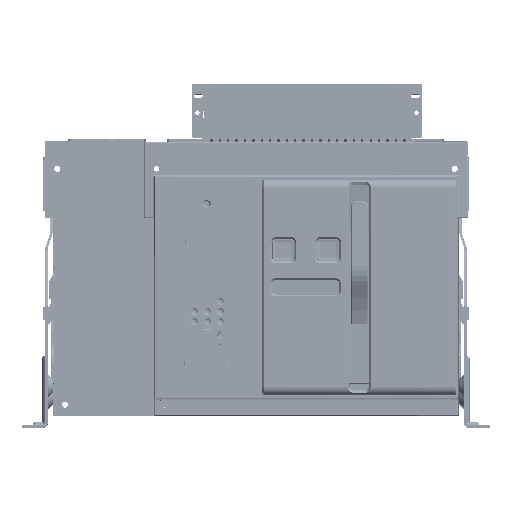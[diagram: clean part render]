
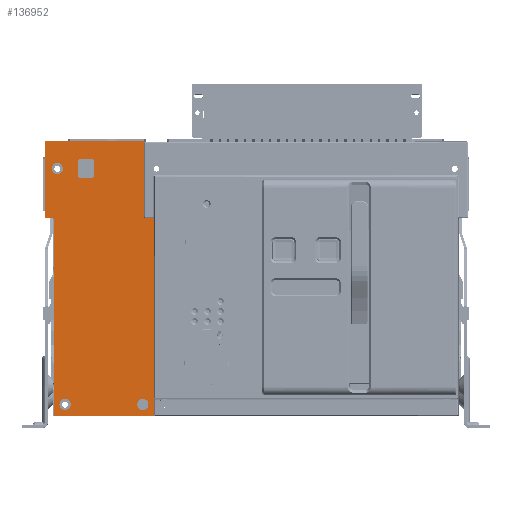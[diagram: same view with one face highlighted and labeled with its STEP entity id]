
A CAD part, top view. The second image highlights one B-rep face of the part: STEP entity #136952.
In plain terms, the highlighted planar face has unit normal (0, 0, 1).
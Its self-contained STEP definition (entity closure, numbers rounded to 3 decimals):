
#11608=DIRECTION('',(1.,0.,0.));
#11609=VECTOR('',#11608,115.);
#11610=CARTESIAN_POINT('',(-291.,0.,235.));
#11611=LINE('',#11610,#11609);
#12887=DIRECTION('',(0.,1.,0.));
#12888=VECTOR('',#12887,89.);
#12889=CARTESIAN_POINT('',(-187.,229.,235.));
#12890=LINE('',#12889,#12888);
#30847=DIRECTION('',(0.,1.,0.));
#30848=VECTOR('',#30847,229.);
#30849=CARTESIAN_POINT('',(-176.,0.,235.));
#30850=LINE('',#30849,#30848);
#30851=CARTESIAN_POINT('',(-301.5,229.5,235.));
#30852=DIRECTION('',(0.,0.,-1.));
#30853=DIRECTION('',(0.,-1.,0.));
#30854=AXIS2_PLACEMENT_3D('',#30851,#30852,#30853);
#30856=CARTESIAN_POINT('',(-293.,227.,235.));
#30857=DIRECTION('',(0.,0.,1.));
#30858=DIRECTION('',(1.,0.,0.));
#30859=AXIS2_PLACEMENT_3D('',#30856,#30857,#30858);
#30861=CARTESIAN_POINT('',(-287.5,286.5,235.));
#30862=DIRECTION('',(0.,0.,1.));
#30863=DIRECTION('',(1.,0.,0.));
#30864=AXIS2_PLACEMENT_3D('',#30861,#30862,#30863);
#30866=CARTESIAN_POINT('',(-287.5,286.5,235.));
#30867=DIRECTION('',(0.,0.,1.));
#30868=DIRECTION('',(-1.,0.,0.));
#30869=AXIS2_PLACEMENT_3D('',#30866,#30867,#30868);
#30871=CARTESIAN_POINT('',(-188.5,13.5,235.));
#30872=DIRECTION('',(0.,0.,1.));
#30873=DIRECTION('',(1.,0.,0.));
#30874=AXIS2_PLACEMENT_3D('',#30871,#30872,#30873);
#30876=CARTESIAN_POINT('',(-188.5,13.5,235.));
#30877=DIRECTION('',(0.,0.,1.));
#30878=DIRECTION('',(-1.,0.,0.));
#30879=AXIS2_PLACEMENT_3D('',#30876,#30877,#30878);
#30881=CARTESIAN_POINT('',(-278.5,13.5,235.));
#30882=DIRECTION('',(0.,0.,1.));
#30883=DIRECTION('',(1.,0.,0.));
#30884=AXIS2_PLACEMENT_3D('',#30881,#30882,#30883);
#30886=CARTESIAN_POINT('',(-278.5,13.5,235.));
#30887=DIRECTION('',(0.,0.,1.));
#30888=DIRECTION('',(-1.,0.,0.));
#30889=AXIS2_PLACEMENT_3D('',#30886,#30887,#30888);
#30891=CARTESIAN_POINT('',(-260.6,294.1,235.));
#30892=DIRECTION('',(0.,0.,1.));
#30893=DIRECTION('',(0.,1.,0.));
#30894=AXIS2_PLACEMENT_3D('',#30891,#30892,#30893);
#30896=CARTESIAN_POINT('',(-260.6,278.9,235.));
#30897=DIRECTION('',(0.,0.,1.));
#30898=DIRECTION('',(-1.,0.,0.));
#30899=AXIS2_PLACEMENT_3D('',#30896,#30897,#30898);
#30901=CARTESIAN_POINT('',(-248.4,278.9,235.));
#30902=DIRECTION('',(0.,0.,1.));
#30903=DIRECTION('',(0.,-1.,0.));
#30904=AXIS2_PLACEMENT_3D('',#30901,#30902,#30903);
#30906=CARTESIAN_POINT('',(-248.4,294.1,235.));
#30907=DIRECTION('',(0.,0.,1.));
#30908=DIRECTION('',(1.,0.,0.));
#30909=AXIS2_PLACEMENT_3D('',#30906,#30907,#30908);
#30919=DIRECTION('',(1.,0.,0.));
#30920=VECTOR('',#30919,8.5);
#30921=CARTESIAN_POINT('',(-301.5,229.,235.));
#30922=LINE('',#30921,#30920);
#30931=DIRECTION('',(0.,-1.,0.));
#30932=VECTOR('',#30931,227.);
#30933=CARTESIAN_POINT('',(-291.,227.,235.));
#30934=LINE('',#30933,#30932);
#35126=DIRECTION('',(0.,-1.,0.));
#35127=VECTOR('',#35126,88.5);
#35128=CARTESIAN_POINT('',(-302.,318.,235.));
#35129=LINE('',#35128,#35127);
#35130=DIRECTION('',(-1.,0.,0.));
#35131=VECTOR('',#35130,115.);
#35132=CARTESIAN_POINT('',(-187.,318.,235.));
#35133=LINE('',#35132,#35131);
#44853=DIRECTION('',(-1.,0.,0.));
#44854=VECTOR('',#44853,11.);
#44855=CARTESIAN_POINT('',(-176.,229.,235.));
#44856=LINE('',#44855,#44854);
#45896=DIRECTION('',(1.,0.,0.));
#45897=VECTOR('',#45896,12.2);
#45898=CARTESIAN_POINT('',(-260.6,297.5,235.));
#45899=LINE('',#45898,#45897);
#45908=DIRECTION('',(0.,-1.,0.));
#45909=VECTOR('',#45908,15.2);
#45910=CARTESIAN_POINT('',(-245.,294.1,235.));
#45911=LINE('',#45910,#45909);
#45920=DIRECTION('',(-1.,0.,0.));
#45921=VECTOR('',#45920,12.2);
#45922=CARTESIAN_POINT('',(-248.4,275.5,235.));
#45923=LINE('',#45922,#45921);
#45932=DIRECTION('',(0.,1.,0.));
#45933=VECTOR('',#45932,15.2);
#45934=CARTESIAN_POINT('',(-264.,278.9,235.));
#45935=LINE('',#45934,#45933);
#81109=CARTESIAN_POINT('',(-291.,0.,235.));
#81110=VERTEX_POINT('',#81109);
#81111=CARTESIAN_POINT('',(-176.,0.,235.));
#81112=VERTEX_POINT('',#81111);
#82335=CARTESIAN_POINT('',(-285.,13.5,235.));
#82336=VERTEX_POINT('',#82335);
#82337=CARTESIAN_POINT('',(-272.,13.5,235.));
#82338=VERTEX_POINT('',#82337);
#82339=CARTESIAN_POINT('',(-301.5,229.,235.));
#82340=CARTESIAN_POINT('',(-302.,229.5,235.));
#82341=VERTEX_POINT('',#82339);
#82342=VERTEX_POINT('',#82340);
#82343=CARTESIAN_POINT('',(-302.,318.,235.));
#82344=VERTEX_POINT('',#82343);
#82345=CARTESIAN_POINT('',(-187.,318.,235.));
#82346=VERTEX_POINT('',#82345);
#82347=CARTESIAN_POINT('',(-187.,229.,235.));
#82348=VERTEX_POINT('',#82347);
#82349=CARTESIAN_POINT('',(-176.,229.,235.));
#82350=VERTEX_POINT('',#82349);
#82351=CARTESIAN_POINT('',(-291.,227.,235.));
#82352=VERTEX_POINT('',#82351);
#82353=CARTESIAN_POINT('',(-293.,229.,235.));
#82354=VERTEX_POINT('',#82353);
#82355=CARTESIAN_POINT('',(-281.,286.5,235.));
#82356=CARTESIAN_POINT('',(-294.,286.5,235.));
#82357=VERTEX_POINT('',#82355);
#82358=VERTEX_POINT('',#82356);
#82359=CARTESIAN_POINT('',(-182.,13.5,235.));
#82360=CARTESIAN_POINT('',(-195.,13.5,235.));
#82361=VERTEX_POINT('',#82359);
#82362=VERTEX_POINT('',#82360);
#82363=CARTESIAN_POINT('',(-260.6,297.5,235.));
#82364=CARTESIAN_POINT('',(-264.,294.1,235.));
#82365=VERTEX_POINT('',#82363);
#82366=VERTEX_POINT('',#82364);
#82367=CARTESIAN_POINT('',(-264.,278.9,235.));
#82368=VERTEX_POINT('',#82367);
#82369=CARTESIAN_POINT('',(-260.6,275.5,235.));
#82370=VERTEX_POINT('',#82369);
#82371=CARTESIAN_POINT('',(-248.4,275.5,235.));
#82372=VERTEX_POINT('',#82371);
#82373=CARTESIAN_POINT('',(-245.,278.9,235.));
#82374=VERTEX_POINT('',#82373);
#82375=CARTESIAN_POINT('',(-245.,294.1,235.));
#82376=VERTEX_POINT('',#82375);
#82377=CARTESIAN_POINT('',(-248.4,297.5,235.));
#82378=VERTEX_POINT('',#82377);
#136892=CARTESIAN_POINT('',(-176.,0.,235.));
#136893=DIRECTION('',(0.,0.,-1.));
#136894=DIRECTION('',(-1.,0.,0.));
#136895=AXIS2_PLACEMENT_3D('',#136892,#136893,#136894);
#136896=PLANE('',#136895);
#136898=ORIENTED_EDGE('',*,*,#136897,.T.);
#136900=ORIENTED_EDGE('',*,*,#136899,.F.);
#136902=ORIENTED_EDGE('',*,*,#136901,.F.);
#136903=ORIENTED_EDGE('',*,*,#111023,.F.);
#136905=ORIENTED_EDGE('',*,*,#136904,.F.);
#136906=ORIENTED_EDGE('',*,*,#136881,.F.);
#136907=ORIENTED_EDGE('',*,*,#109504,.F.);
#136909=ORIENTED_EDGE('',*,*,#136908,.F.);
#136911=ORIENTED_EDGE('',*,*,#136910,.T.);
#136913=ORIENTED_EDGE('',*,*,#136912,.F.);
#136914=EDGE_LOOP('',(#136898,#136900,#136902,#136903,#136905,#136906,#136907,
#136909,#136911,#136913));
#136915=FACE_OUTER_BOUND('',#136914,.F.);
#136917=ORIENTED_EDGE('',*,*,#136916,.T.);
#136919=ORIENTED_EDGE('',*,*,#136918,.T.);
#136920=EDGE_LOOP('',(#136917,#136919));
#136921=FACE_BOUND('',#136920,.F.);
#136923=ORIENTED_EDGE('',*,*,#136922,.T.);
#136925=ORIENTED_EDGE('',*,*,#136924,.T.);
#136926=EDGE_LOOP('',(#136923,#136925));
#136927=FACE_BOUND('',#136926,.F.);
#136929=ORIENTED_EDGE('',*,*,#136928,.T.);
#136931=ORIENTED_EDGE('',*,*,#136930,.T.);
#136932=EDGE_LOOP('',(#136929,#136931));
#136933=FACE_BOUND('',#136932,.F.);
#136935=ORIENTED_EDGE('',*,*,#136934,.T.);
#136937=ORIENTED_EDGE('',*,*,#136936,.F.);
#136939=ORIENTED_EDGE('',*,*,#136938,.T.);
#136941=ORIENTED_EDGE('',*,*,#136940,.F.);
#136943=ORIENTED_EDGE('',*,*,#136942,.T.);
#136945=ORIENTED_EDGE('',*,*,#136944,.F.);
#136947=ORIENTED_EDGE('',*,*,#136946,.T.);
#136949=ORIENTED_EDGE('',*,*,#136948,.F.);
#136950=EDGE_LOOP('',(#136935,#136937,#136939,#136941,#136943,#136945,#136947,
#136949));
#136951=FACE_BOUND('',#136950,.F.);
#136952=ADVANCED_FACE('',(#136915,#136921,#136927,#136933,#136951),#136896,.F.);
#30855=CIRCLE('',#30854,0.5);
#30860=CIRCLE('',#30859,2.);
#30865=CIRCLE('',#30864,6.5);
#30870=CIRCLE('',#30869,6.5);
#30875=CIRCLE('',#30874,6.5);
#30880=CIRCLE('',#30879,6.5);
#30885=CIRCLE('',#30884,6.5);
#30890=CIRCLE('',#30889,6.5);
#30895=CIRCLE('',#30894,3.4);
#30900=CIRCLE('',#30899,3.4);
#30905=CIRCLE('',#30904,3.4);
#30910=CIRCLE('',#30909,3.4);
#109504=EDGE_CURVE('',#81110,#81112,#11611,.T.);
#111023=EDGE_CURVE('',#82348,#82346,#12890,.T.);
#136881=EDGE_CURVE('',#81112,#82350,#30850,.T.);
#136897=EDGE_CURVE('',#82341,#82342,#30855,.T.);
#136899=EDGE_CURVE('',#82344,#82342,#35129,.T.);
#136901=EDGE_CURVE('',#82346,#82344,#35133,.T.);
#136904=EDGE_CURVE('',#82350,#82348,#44856,.T.);
#136908=EDGE_CURVE('',#82352,#81110,#30934,.T.);
#136910=EDGE_CURVE('',#82352,#82354,#30860,.T.);
#136912=EDGE_CURVE('',#82341,#82354,#30922,.T.);
#136916=EDGE_CURVE('',#82357,#82358,#30865,.T.);
#136918=EDGE_CURVE('',#82358,#82357,#30870,.T.);
#136922=EDGE_CURVE('',#82361,#82362,#30875,.T.);
#136924=EDGE_CURVE('',#82362,#82361,#30880,.T.);
#136928=EDGE_CURVE('',#82338,#82336,#30885,.T.);
#136930=EDGE_CURVE('',#82336,#82338,#30890,.T.);
#136934=EDGE_CURVE('',#82365,#82366,#30895,.T.);
#136936=EDGE_CURVE('',#82368,#82366,#45935,.T.);
#136938=EDGE_CURVE('',#82368,#82370,#30900,.T.);
#136940=EDGE_CURVE('',#82372,#82370,#45923,.T.);
#136942=EDGE_CURVE('',#82372,#82374,#30905,.T.);
#136944=EDGE_CURVE('',#82376,#82374,#45911,.T.);
#136946=EDGE_CURVE('',#82376,#82378,#30910,.T.);
#136948=EDGE_CURVE('',#82365,#82378,#45899,.T.);
